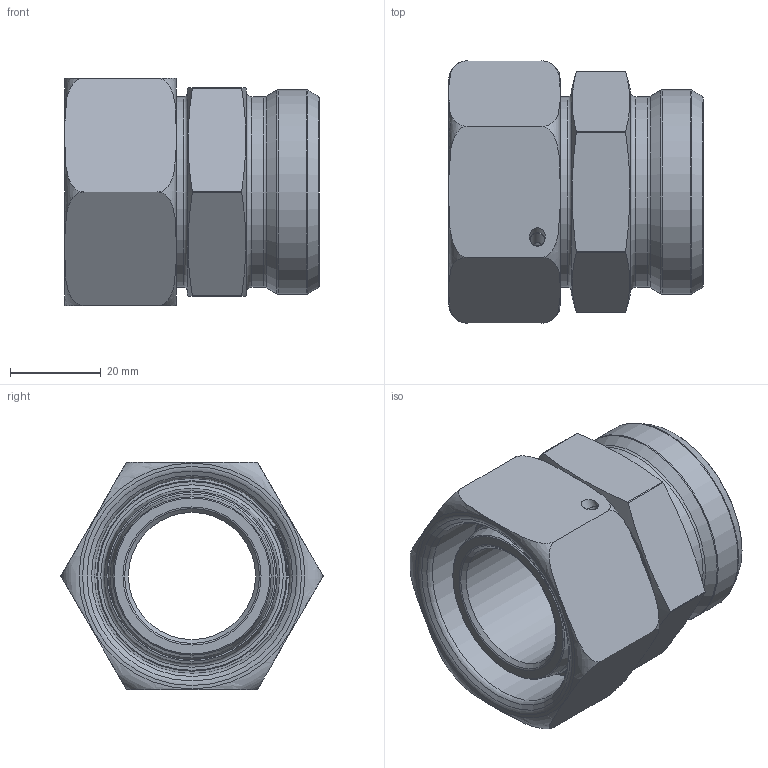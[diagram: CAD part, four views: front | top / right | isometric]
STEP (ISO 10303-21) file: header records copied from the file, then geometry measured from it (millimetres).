
FILE_DESCRIPTION(/* description */ (''),/* implementation_level */ '2;1');
FILE_NAME(/* name */ 'GDA35.stp',/* time_stamp */ '2025-01-17T07:34:59+01:00',/* author */ (''),/* organization */ (''),/* preprocessor_version */ 'ST-DEVELOPER v16',/* originating_system */ 'SIEMENS PLM Software NX 10.0',/* authorisation */ '');
FILE_SCHEMA (('CONFIG_CONTROL_DESIGN'));
Length unit declared in the file: millimetre
Products named in the file (5): X-ST35; X-OR-35; X-MT35; X-GDA35; GDA35
Assembly tree (4 placements, depth 2):
  GDA35
    X-GDA35
    X-MT35
    X-OR-35
    X-ST35
Bounding box: 56 x 57.73 x 50 mm (x, y, z)
Volume: 57042.5 mm3; surface area: 25356.5 mm2
Topology: 4 solids, 4 shells, 293 faces, 790 edges, 521 vertices
Faces by surface type: plane 215, cylinder 22, torus 21, extrusion 18, cone 14, bspline 2, revolution 1
Full cylindrical faces by diameter (mm): 3.2 x1, 3.5 x1, 28 x1, 35.345 x1, 41.9 x1, 41.955 x2, 42.155 x1, 43 x1, 45 x1
Entity records: 10478 total; most frequent: CARTESIAN_POINT 3716, ORIENTED_EDGE 1448, DIRECTION 925, EDGE_CURVE 724, VERTEX_POINT 502, B_SPLINE_CURVE_WITH_KNOTS 457, EDGE_LOOP 361, AXIS2_PLACEMENT_3D 343
